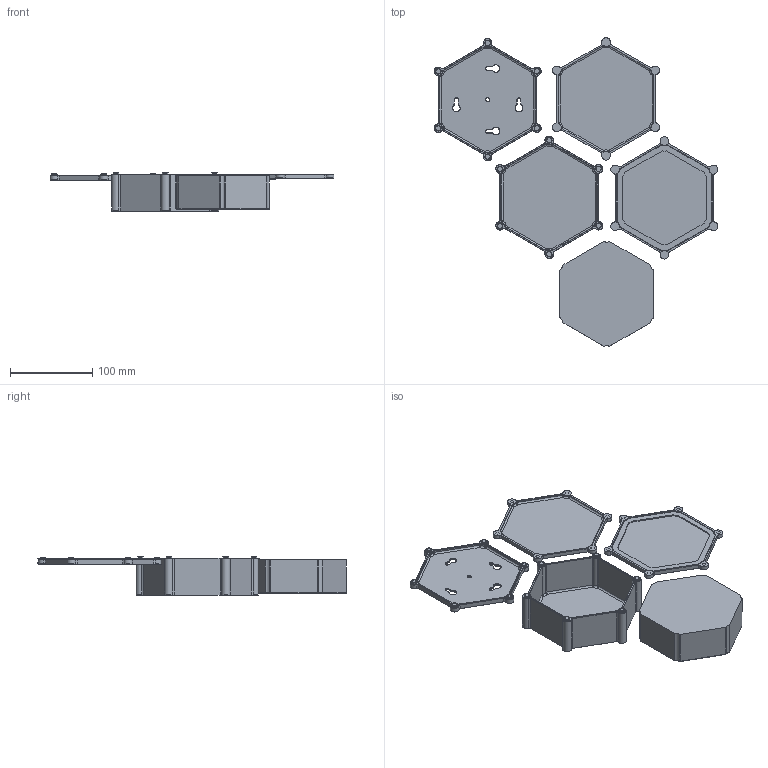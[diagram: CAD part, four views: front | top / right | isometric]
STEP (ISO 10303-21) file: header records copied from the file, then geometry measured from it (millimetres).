
FILE_DESCRIPTION(/* description */ (''),/* implementation_level */ '2;1');
FILE_NAME(/* name */ 'hex_bin_parts.step',/* time_stamp */ '2025-04-10T12:33:04-04:00',/* author */ (''),/* organization */ (''),/* preprocessor_version */ 'ST-DEVELOPER v20.1',/* originating_system */ 'Autodesk Translation Framework v14.4.0.0',/* authorisation */ '');
FILE_SCHEMA (('AUTOMOTIVE_DESIGN { 1 0 10303 214 3 1 1 }'));
Length unit declared in the file: millimetre
Products named in the file (11): stacked containers; 2 - Stacking Containers; magnet; Stacked Container Top; magnet_1; Stacked Container Base; magnet_2; Stacked Containers Insert; Stacked Container Clear Top; magnet_3; Glass
Assembly tree (36 placements, depth 3):
  stacked containers
    2 - Stacking Containers
      magnet  x12
    Stacked Container Top
      magnet_1  x6
    Stacked Container Base
      magnet_2  x6
    Stacked Containers Insert
    Stacked Container Clear Top
      magnet_3  x6
      Glass
Bounding box: 345.72 x 375.78 x 47 mm (x, y, z)
Volume: 622753 mm3; surface area: 203933.9 mm2
Topology: 36 solids, 72 shells, 975 faces, 1945 edges, 1156 vertices
Faces by surface type: cylinder 341, plane 330, cone 214, sphere 48, torus 42
Full cylindrical faces by diameter (mm): 4 x30, 4.4 x36, 4.5 x1, 6.8 x12, 8 x24
Entity records: 24180 total; most frequent: DIRECTION 4721, CARTESIAN_POINT 3916, ORIENTED_EDGE 3734, AXIS2_PLACEMENT_3D 1909, EDGE_CURVE 1867, VERTEX_POINT 1104, CIRCLE 964, EDGE_LOOP 951
